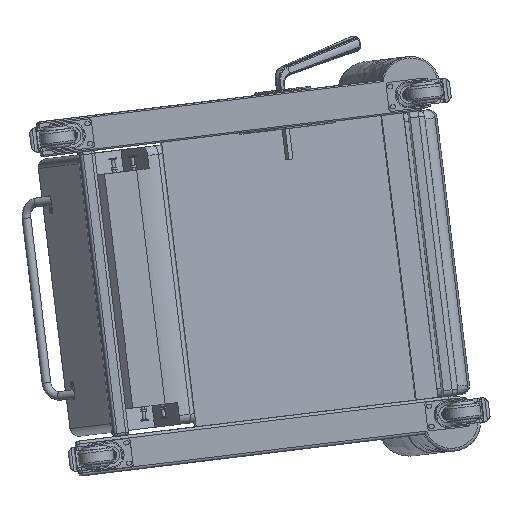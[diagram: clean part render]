
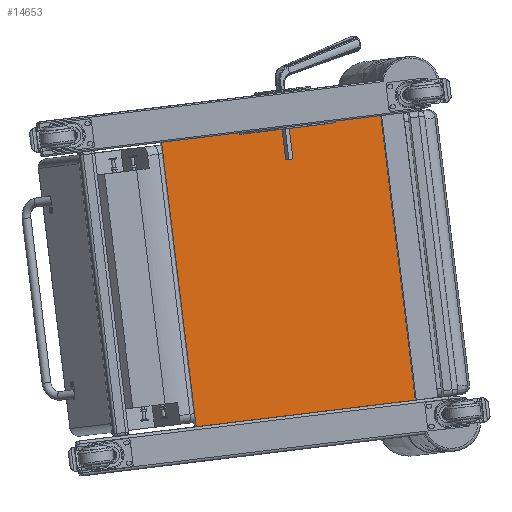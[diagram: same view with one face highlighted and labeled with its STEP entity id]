
A CAD part, front view. The second image highlights one B-rep face of the part: STEP entity #14653.
In plain terms, the highlighted face is planar.
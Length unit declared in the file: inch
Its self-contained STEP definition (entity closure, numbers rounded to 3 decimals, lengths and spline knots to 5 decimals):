
#3025=FACE_OUTER_BOUND('',#3973,.T.);
#3973=EDGE_LOOP('',(#12024,#12025,#12026,#12027));
#5003=LINE('',#28625,#5875);
#5010=LINE('',#28639,#5882);
#5012=LINE('',#28642,#5884);
#5018=LINE('',#28659,#5890);
#5875=VECTOR('',#19932,0.3937);
#5882=VECTOR('',#19941,0.3937);
#5884=VECTOR('',#19945,0.3937);
#5890=VECTOR('',#19961,0.3937);
#6930=VERTEX_POINT('',#28622);
#6931=VERTEX_POINT('',#28624);
#6936=VERTEX_POINT('',#28636);
#6937=VERTEX_POINT('',#28638);
#8721=EDGE_CURVE('',#6930,#6931,#5003,.T.);
#8728=EDGE_CURVE('',#6936,#6937,#5010,.T.);
#8730=EDGE_CURVE('',#6930,#6937,#5012,.T.);
#8736=EDGE_CURVE('',#6936,#6931,#5018,.T.);
#12024=ORIENTED_EDGE('',*,*,#8736,.T.);
#12025=ORIENTED_EDGE('',*,*,#8721,.F.);
#12026=ORIENTED_EDGE('',*,*,#8730,.T.);
#12027=ORIENTED_EDGE('',*,*,#8728,.F.);
#13976=PLANE('',#16500);
#14653=ADVANCED_FACE('',(#3025),#13976,.T.);
#16500=AXIS2_PLACEMENT_3D('',#28660,#19962,#19963);
#19932=DIRECTION('',(1.,0.,0.));
#19941=DIRECTION('',(-1.,0.,0.));
#19945=DIRECTION('',(0.,0.,-1.));
#19961=DIRECTION('',(0.,0.,1.));
#19962=DIRECTION('center_axis',(0.,-1.,0.));
#19963=DIRECTION('ref_axis',(1.,0.,0.));
#28622=CARTESIAN_POINT('',(-12.33407,-1.97439,12.3125));
#28624=CARTESIAN_POINT('',(6.68333,-1.97439,12.3125));
#28625=CARTESIAN_POINT('',(-12.33407,-1.97439,12.3125));
#28636=CARTESIAN_POINT('',(6.68333,-1.97439,-12.3125));
#28638=CARTESIAN_POINT('',(-12.33407,-1.97439,-12.3125));
#28639=CARTESIAN_POINT('',(-12.33407,-1.97439,-12.3125));
#28642=CARTESIAN_POINT('',(-12.33407,-1.97439,0.));
#28659=CARTESIAN_POINT('',(6.68333,-1.97439,0.));
#28660=CARTESIAN_POINT('Origin',(-12.33407,-1.97439,0.));
